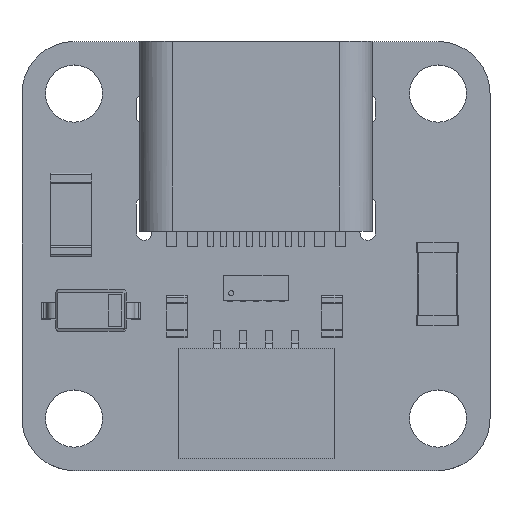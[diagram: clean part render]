
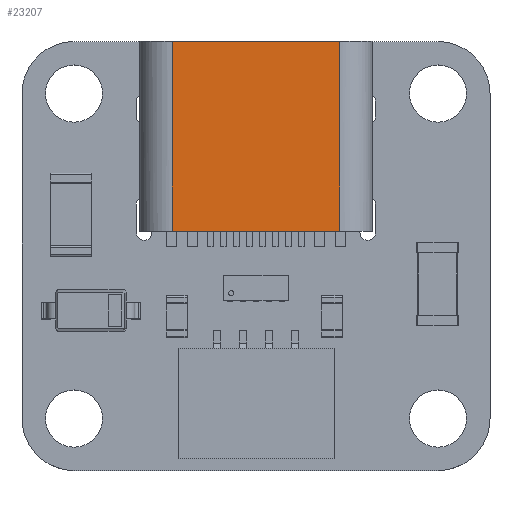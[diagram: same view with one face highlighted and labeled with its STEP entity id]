
A CAD part, top view. The second image highlights one B-rep face of the part: STEP entity #23207.
In plain terms, the highlighted free-form (B-spline) face has degree [1, 1] with [2, 2] control points.
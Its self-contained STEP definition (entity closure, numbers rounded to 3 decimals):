
#15665 = B_SPLINE_SURFACE_WITH_KNOTS('',1,1,(
    (#15666,#15667)
    ,(#15668,#15669
  )),.UNSPECIFIED.,.F.,.F.,.F.,(2,2),(2,2),(-4.47,4.47),(-2.405,1.605),
  .PIECEWISE_BEZIER_KNOTS.);
#15666 = CARTESIAN_POINT('',(8.94,-0.8,-7.3));
#15667 = CARTESIAN_POINT('',(8.94,3.21,-7.3));
#15668 = CARTESIAN_POINT('',(0.,-0.8,-7.3));
#15669 = CARTESIAN_POINT('',(0.,3.21,-7.3));
#17632 = VERTEX_POINT('',#17633);
#17633 = CARTESIAN_POINT('',(1.255,3.21,-7.3));
#17647 = ( BOUNDED_SURFACE() B_SPLINE_SURFACE(2,1,(
    (#17648,#17649)
    ,(#17650,#17651)
    ,(#17652,#17653
)),.UNSPECIFIED.,.F.,.F.,.F.) B_SPLINE_SURFACE_WITH_KNOTS((3,3),(2,2),(
    5.498,7.069),(0.,7.3),
.PIECEWISE_BEZIER_KNOTS.) GEOMETRIC_REPRESENTATION_ITEM() 
RATIONAL_B_SPLINE_SURFACE((
    (1.,1.)
    ,(0.707,0.707)
,(1.,1.))) REPRESENTATION_ITEM('') SURFACE() );
#17648 = CARTESIAN_POINT('',(0.,1.955,0.));
#17649 = CARTESIAN_POINT('',(0.,1.955,-7.3));
#17650 = CARTESIAN_POINT('',(0.,3.21,0.));
#17651 = CARTESIAN_POINT('',(0.,3.21,-7.3));
#17652 = CARTESIAN_POINT('',(1.255,3.21,0.));
#17653 = CARTESIAN_POINT('',(1.255,3.21,-7.3));
#17661 = EDGE_CURVE('',#17632,#17662,#17664,.T.);
#17662 = VERTEX_POINT('',#17663);
#17663 = CARTESIAN_POINT('',(7.685,3.21,-7.3));
#17664 = SURFACE_CURVE('',#17665,(#17668,#17674),.PCURVE_S1.);
#17665 = B_SPLINE_CURVE_WITH_KNOTS('',1,(#17666,#17667),.UNSPECIFIED.,
  .F.,.F.,(2,2),(-7.685,-1.255),.PIECEWISE_BEZIER_KNOTS.);
#17666 = CARTESIAN_POINT('',(1.255,3.21,-7.3));
#17667 = CARTESIAN_POINT('',(7.685,3.21,-7.3));
#17668 = PCURVE('',#15665,#17669);
#17669 = DEFINITIONAL_REPRESENTATION('',(#17670),#17673);
#17670 = B_SPLINE_CURVE_WITH_KNOTS('',1,(#17671,#17672),.UNSPECIFIED.,
  .F.,.F.,(2,2),(-7.685,-1.255),.PIECEWISE_BEZIER_KNOTS.);
#17671 = CARTESIAN_POINT('',(3.215,1.605));
#17672 = CARTESIAN_POINT('',(-3.215,1.605));
#17673 = ( GEOMETRIC_REPRESENTATION_CONTEXT(2) 
PARAMETRIC_REPRESENTATION_CONTEXT() REPRESENTATION_CONTEXT('2D SPACE',''
  ) );
#17674 = PCURVE('',#17675,#17680);
#17675 = B_SPLINE_SURFACE_WITH_KNOTS('',1,1,(
    (#17676,#17677)
    ,(#17678,#17679
    )),.UNSPECIFIED.,.F.,.F.,.F.,(2,2),(2,2),(1.255,7.685),(0.,7.3)
  ,.PIECEWISE_BEZIER_KNOTS.);
#17676 = CARTESIAN_POINT('',(1.255,3.21,0.));
#17677 = CARTESIAN_POINT('',(1.255,3.21,-7.3));
#17678 = CARTESIAN_POINT('',(7.685,3.21,0.));
#17679 = CARTESIAN_POINT('',(7.685,3.21,-7.3));
#17680 = DEFINITIONAL_REPRESENTATION('',(#17681),#17684);
#17681 = B_SPLINE_CURVE_WITH_KNOTS('',1,(#17682,#17683),.UNSPECIFIED.,
  .F.,.F.,(2,2),(-7.685,-1.255),.PIECEWISE_BEZIER_KNOTS.);
#17682 = CARTESIAN_POINT('',(1.255,7.3));
#17683 = CARTESIAN_POINT('',(7.685,7.3));
#17684 = ( GEOMETRIC_REPRESENTATION_CONTEXT(2) 
PARAMETRIC_REPRESENTATION_CONTEXT() REPRESENTATION_CONTEXT('2D SPACE',''
  ) );
#17702 = ( BOUNDED_SURFACE() B_SPLINE_SURFACE(2,1,(
    (#17703,#17704)
    ,(#17705,#17706)
    ,(#17707,#17708
)),.UNSPECIFIED.,.F.,.F.,.F.) B_SPLINE_SURFACE_WITH_KNOTS((3,3),(2,2),(
    5.498,7.069),(0.,7.3),
.PIECEWISE_BEZIER_KNOTS.) GEOMETRIC_REPRESENTATION_ITEM() 
RATIONAL_B_SPLINE_SURFACE((
    (1.,1.)
    ,(0.707,0.707)
,(1.,1.))) REPRESENTATION_ITEM('') SURFACE() );
#17703 = CARTESIAN_POINT('',(7.685,3.21,0.));
#17704 = CARTESIAN_POINT('',(7.685,3.21,-7.3));
#17705 = CARTESIAN_POINT('',(8.94,3.21,0.));
#17706 = CARTESIAN_POINT('',(8.94,3.21,-7.3));
#17707 = CARTESIAN_POINT('',(8.94,1.955,0.));
#17708 = CARTESIAN_POINT('',(8.94,1.955,-7.3));
#19490 = B_SPLINE_SURFACE_WITH_KNOTS('',1,1,(
    (#19491,#19492)
    ,(#19493,#19494
  )),.UNSPECIFIED.,.F.,.F.,.F.,(2,2),(2,2),(-4.47,4.47),(-1.605,1.605),
  .PIECEWISE_BEZIER_KNOTS.);
#19491 = CARTESIAN_POINT('',(0.,0.,0.));
#19492 = CARTESIAN_POINT('',(0.,3.21,0.));
#19493 = CARTESIAN_POINT('',(8.94,0.,0.));
#19494 = CARTESIAN_POINT('',(8.94,3.21,0.));
#22959 = VERTEX_POINT('',#22960);
#22960 = CARTESIAN_POINT('',(7.685,3.21,0.));
#22981 = EDGE_CURVE('',#22959,#22982,#22984,.T.);
#22982 = VERTEX_POINT('',#22983);
#22983 = CARTESIAN_POINT('',(1.255,3.21,0.));
#22984 = SURFACE_CURVE('',#22985,(#22988,#22994),.PCURVE_S1.);
#22985 = B_SPLINE_CURVE_WITH_KNOTS('',1,(#22986,#22987),.UNSPECIFIED.,
  .F.,.F.,(2,2),(1.255,7.685),.PIECEWISE_BEZIER_KNOTS.);
#22986 = CARTESIAN_POINT('',(7.685,3.21,0.));
#22987 = CARTESIAN_POINT('',(1.255,3.21,0.));
#22988 = PCURVE('',#19490,#22989);
#22989 = DEFINITIONAL_REPRESENTATION('',(#22990),#22993);
#22990 = B_SPLINE_CURVE_WITH_KNOTS('',1,(#22991,#22992),.UNSPECIFIED.,
  .F.,.F.,(2,2),(1.255,7.685),.PIECEWISE_BEZIER_KNOTS.);
#22991 = CARTESIAN_POINT('',(3.215,1.605));
#22992 = CARTESIAN_POINT('',(-3.215,1.605));
#22993 = ( GEOMETRIC_REPRESENTATION_CONTEXT(2) 
PARAMETRIC_REPRESENTATION_CONTEXT() REPRESENTATION_CONTEXT('2D SPACE',''
  ) );
#22994 = PCURVE('',#17675,#22995);
#22995 = DEFINITIONAL_REPRESENTATION('',(#22996),#22999);
#22996 = B_SPLINE_CURVE_WITH_KNOTS('',1,(#22997,#22998),.UNSPECIFIED.,
  .F.,.F.,(2,2),(1.255,7.685),.PIECEWISE_BEZIER_KNOTS.);
#22997 = CARTESIAN_POINT('',(7.685,0.));
#22998 = CARTESIAN_POINT('',(1.255,0.));
#22999 = ( GEOMETRIC_REPRESENTATION_CONTEXT(2) 
PARAMETRIC_REPRESENTATION_CONTEXT() REPRESENTATION_CONTEXT('2D SPACE',''
  ) );
#23056 = EDGE_CURVE('',#17662,#22959,#23057,.T.);
#23057 = SURFACE_CURVE('',#23058,(#23061,#23068),.PCURVE_S1.);
#23058 = B_SPLINE_CURVE_WITH_KNOTS('',1,(#23059,#23060),.UNSPECIFIED.,
  .F.,.F.,(2,2),(-7.3,0.),.PIECEWISE_BEZIER_KNOTS.);
#23059 = CARTESIAN_POINT('',(7.685,3.21,-7.3));
#23060 = CARTESIAN_POINT('',(7.685,3.21,0.));
#23061 = PCURVE('',#17702,#23062);
#23062 = DEFINITIONAL_REPRESENTATION('',(#23063),#23067);
#23063 = B_SPLINE_CURVE_WITH_KNOTS('',2,(#23064,#23065,#23066),
  .UNSPECIFIED.,.F.,.F.,(3,3),(-7.3,0.),.PIECEWISE_BEZIER_KNOTS.);
#23064 = CARTESIAN_POINT('',(5.498,7.3));
#23065 = CARTESIAN_POINT('',(5.498,3.65));
#23066 = CARTESIAN_POINT('',(5.498,0.));
#23067 = ( GEOMETRIC_REPRESENTATION_CONTEXT(2) 
PARAMETRIC_REPRESENTATION_CONTEXT() REPRESENTATION_CONTEXT('2D SPACE',''
  ) );
#23068 = PCURVE('',#17675,#23069);
#23069 = DEFINITIONAL_REPRESENTATION('',(#23070),#23073);
#23070 = B_SPLINE_CURVE_WITH_KNOTS('',1,(#23071,#23072),.UNSPECIFIED.,
  .F.,.F.,(2,2),(-7.3,0.),.PIECEWISE_BEZIER_KNOTS.);
#23071 = CARTESIAN_POINT('',(7.685,7.3));
#23072 = CARTESIAN_POINT('',(7.685,0.));
#23073 = ( GEOMETRIC_REPRESENTATION_CONTEXT(2) 
PARAMETRIC_REPRESENTATION_CONTEXT() REPRESENTATION_CONTEXT('2D SPACE',''
  ) );
#23083 = EDGE_CURVE('',#22982,#17632,#23084,.T.);
#23084 = SURFACE_CURVE('',#23085,(#23088,#23095),.PCURVE_S1.);
#23085 = B_SPLINE_CURVE_WITH_KNOTS('',1,(#23086,#23087),.UNSPECIFIED.,
  .F.,.F.,(2,2),(0.,7.3),.PIECEWISE_BEZIER_KNOTS.);
#23086 = CARTESIAN_POINT('',(1.255,3.21,0.));
#23087 = CARTESIAN_POINT('',(1.255,3.21,-7.3));
#23088 = PCURVE('',#17647,#23089);
#23089 = DEFINITIONAL_REPRESENTATION('',(#23090),#23094);
#23090 = B_SPLINE_CURVE_WITH_KNOTS('',2,(#23091,#23092,#23093),
  .UNSPECIFIED.,.F.,.F.,(3,3),(0.,7.3),.PIECEWISE_BEZIER_KNOTS.);
#23091 = CARTESIAN_POINT('',(7.069,0.));
#23092 = CARTESIAN_POINT('',(7.069,3.65));
#23093 = CARTESIAN_POINT('',(7.069,7.3));
#23094 = ( GEOMETRIC_REPRESENTATION_CONTEXT(2) 
PARAMETRIC_REPRESENTATION_CONTEXT() REPRESENTATION_CONTEXT('2D SPACE',''
  ) );
#23095 = PCURVE('',#17675,#23096);
#23096 = DEFINITIONAL_REPRESENTATION('',(#23097),#23100);
#23097 = B_SPLINE_CURVE_WITH_KNOTS('',1,(#23098,#23099),.UNSPECIFIED.,
  .F.,.F.,(2,2),(0.,7.3),.PIECEWISE_BEZIER_KNOTS.);
#23098 = CARTESIAN_POINT('',(1.255,0.));
#23099 = CARTESIAN_POINT('',(1.255,7.3));
#23100 = ( GEOMETRIC_REPRESENTATION_CONTEXT(2) 
PARAMETRIC_REPRESENTATION_CONTEXT() REPRESENTATION_CONTEXT('2D SPACE',''
  ) );
#23207 = ADVANCED_FACE('',(#23208),#17675,.T.);
#23208 = FACE_BOUND('',#23209,.T.);
#23209 = EDGE_LOOP('',(#23210,#23211,#23212,#23213));
#23210 = ORIENTED_EDGE('',*,*,#23056,.F.);
#23211 = ORIENTED_EDGE('',*,*,#17661,.F.);
#23212 = ORIENTED_EDGE('',*,*,#23083,.F.);
#23213 = ORIENTED_EDGE('',*,*,#22981,.F.);
